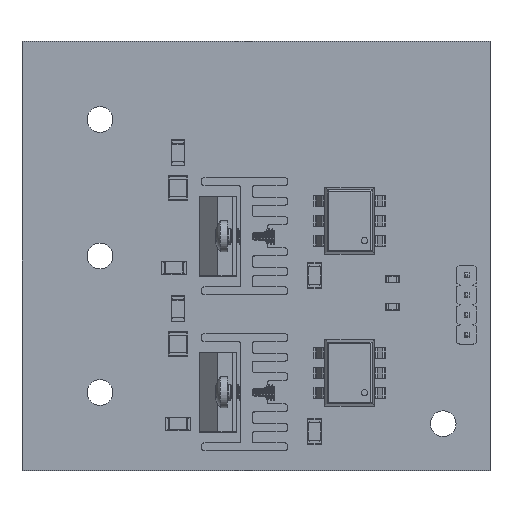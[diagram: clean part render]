
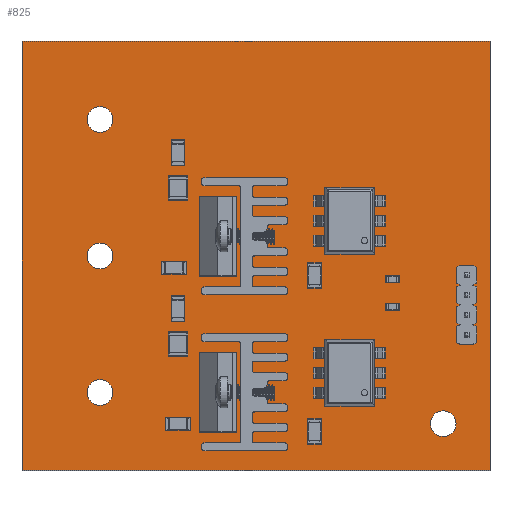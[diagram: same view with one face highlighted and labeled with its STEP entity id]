
A CAD part, top view. The second image highlights one B-rep face of the part: STEP entity #825.
In plain terms, the highlighted planar face has unit normal (0, 0, 1).
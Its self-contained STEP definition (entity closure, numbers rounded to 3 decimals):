
#120 = VERTEX_POINT('',#121);
#121 = CARTESIAN_POINT('',(0.,0.,1.595));
#127 = EDGE_CURVE('',#120,#128,#130,.T.);
#128 = VERTEX_POINT('',#129);
#129 = CARTESIAN_POINT('',(0.,55.,1.595));
#130 = LINE('',#131,#132);
#131 = CARTESIAN_POINT('',(0.,0.,1.595));
#132 = VECTOR('',#133,1.);
#133 = DIRECTION('',(0.,1.,0.));
#158 = EDGE_CURVE('',#128,#159,#161,.T.);
#159 = VERTEX_POINT('',#160);
#160 = CARTESIAN_POINT('',(60.,55.,1.595));
#161 = LINE('',#162,#163);
#162 = CARTESIAN_POINT('',(0.,55.,1.595));
#163 = VECTOR('',#164,1.);
#164 = DIRECTION('',(1.,0.,0.));
#189 = EDGE_CURVE('',#159,#190,#192,.T.);
#190 = VERTEX_POINT('',#191);
#191 = CARTESIAN_POINT('',(60.,0.,1.595));
#192 = LINE('',#193,#194);
#193 = CARTESIAN_POINT('',(60.,55.,1.595));
#194 = VECTOR('',#195,1.);
#195 = DIRECTION('',(0.,-1.,0.));
#220 = EDGE_CURVE('',#190,#120,#221,.T.);
#221 = LINE('',#222,#223);
#222 = CARTESIAN_POINT('',(60.,0.,1.595));
#223 = VECTOR('',#224,1.);
#224 = DIRECTION('',(-1.,0.,0.));
#244 = VERTEX_POINT('',#245);
#245 = CARTESIAN_POINT('',(11.65,10.,1.595));
#251 = EDGE_CURVE('',#244,#244,#252,.T.);
#252 = CIRCLE('',#253,1.65);
#253 = AXIS2_PLACEMENT_3D('',#254,#255,#256);
#254 = CARTESIAN_POINT('',(10.,10.,1.595));
#255 = DIRECTION('',(0.,0.,1.));
#256 = DIRECTION('',(1.,0.,0.));
#277 = VERTEX_POINT('',#278);
#278 = CARTESIAN_POINT('',(11.65,27.5,1.595));
#284 = EDGE_CURVE('',#277,#277,#285,.T.);
#285 = CIRCLE('',#286,1.65);
#286 = AXIS2_PLACEMENT_3D('',#287,#288,#289);
#287 = CARTESIAN_POINT('',(10.,27.5,1.595));
#288 = DIRECTION('',(0.,0.,1.));
#289 = DIRECTION('',(1.,0.,0.));
#310 = VERTEX_POINT('',#311);
#311 = CARTESIAN_POINT('',(25.425,7.46,1.595));
#317 = EDGE_CURVE('',#310,#310,#318,.T.);
#318 = CIRCLE('',#319,0.64);
#319 = AXIS2_PLACEMENT_3D('',#320,#321,#322);
#320 = CARTESIAN_POINT('',(24.785,7.46,1.595));
#321 = DIRECTION('',(0.,0.,1.));
#322 = DIRECTION('',(1.,0.,0.));
#343 = VERTEX_POINT('',#344);
#344 = CARTESIAN_POINT('',(25.425,10.,1.595));
#350 = EDGE_CURVE('',#343,#343,#351,.T.);
#351 = CIRCLE('',#352,0.64);
#352 = AXIS2_PLACEMENT_3D('',#353,#354,#355);
#353 = CARTESIAN_POINT('',(24.785,10.,1.595));
#354 = DIRECTION('',(0.,0.,1.));
#355 = DIRECTION('',(1.,0.,0.));
#376 = VERTEX_POINT('',#377);
#377 = CARTESIAN_POINT('',(25.425,32.54,1.595));
#383 = EDGE_CURVE('',#376,#376,#384,.T.);
#384 = CIRCLE('',#385,0.64);
#385 = AXIS2_PLACEMENT_3D('',#386,#387,#388);
#386 = CARTESIAN_POINT('',(24.785,32.54,1.595));
#387 = DIRECTION('',(0.,0.,1.));
#388 = DIRECTION('',(1.,0.,0.));
#409 = VERTEX_POINT('',#410);
#410 = CARTESIAN_POINT('',(11.65,45.,1.595));
#416 = EDGE_CURVE('',#409,#409,#417,.T.);
#417 = CIRCLE('',#418,1.65);
#418 = AXIS2_PLACEMENT_3D('',#419,#420,#421);
#419 = CARTESIAN_POINT('',(10.,45.,1.595));
#420 = DIRECTION('',(0.,0.,1.));
#421 = DIRECTION('',(1.,0.,0.));
#442 = VERTEX_POINT('',#443);
#443 = CARTESIAN_POINT('',(25.425,27.46,1.595));
#449 = EDGE_CURVE('',#442,#442,#450,.T.);
#450 = CIRCLE('',#451,0.64);
#451 = AXIS2_PLACEMENT_3D('',#452,#453,#454);
#452 = CARTESIAN_POINT('',(24.785,27.46,1.595));
#453 = DIRECTION('',(0.,0.,1.));
#454 = DIRECTION('',(1.,0.,0.));
#475 = VERTEX_POINT('',#476);
#476 = CARTESIAN_POINT('',(25.425,30.,1.595));
#482 = EDGE_CURVE('',#475,#475,#483,.T.);
#483 = CIRCLE('',#484,0.64);
#484 = AXIS2_PLACEMENT_3D('',#485,#486,#487);
#485 = CARTESIAN_POINT('',(24.785,30.,1.595));
#486 = DIRECTION('',(0.,0.,1.));
#487 = DIRECTION('',(1.,0.,0.));
#508 = VERTEX_POINT('',#509);
#509 = CARTESIAN_POINT('',(31.3,10.,1.595));
#515 = EDGE_CURVE('',#508,#508,#516,.T.);
#516 = CIRCLE('',#517,0.8);
#517 = AXIS2_PLACEMENT_3D('',#518,#519,#520);
#518 = CARTESIAN_POINT('',(30.5,10.,1.595));
#519 = DIRECTION('',(0.,0.,1.));
#520 = DIRECTION('',(1.,0.,0.));
#541 = VERTEX_POINT('',#542);
#542 = CARTESIAN_POINT('',(25.425,12.54,1.595));
#548 = EDGE_CURVE('',#541,#541,#549,.T.);
#549 = CIRCLE('',#550,0.64);
#550 = AXIS2_PLACEMENT_3D('',#551,#552,#553);
#551 = CARTESIAN_POINT('',(24.785,12.54,1.595));
#552 = DIRECTION('',(0.,0.,1.));
#553 = DIRECTION('',(1.,0.,0.));
#574 = VERTEX_POINT('',#575);
#575 = CARTESIAN_POINT('',(55.65,6.,1.595));
#581 = EDGE_CURVE('',#574,#574,#582,.T.);
#582 = CIRCLE('',#583,1.65);
#583 = AXIS2_PLACEMENT_3D('',#584,#585,#586);
#584 = CARTESIAN_POINT('',(54.,6.,1.595));
#585 = DIRECTION('',(0.,0.,1.));
#586 = DIRECTION('',(1.,0.,0.));
#607 = VERTEX_POINT('',#608);
#608 = CARTESIAN_POINT('',(57.55,17.42,1.595));
#614 = EDGE_CURVE('',#607,#607,#615,.T.);
#615 = CIRCLE('',#616,0.55);
#616 = AXIS2_PLACEMENT_3D('',#617,#618,#619);
#617 = CARTESIAN_POINT('',(57.,17.42,1.595));
#618 = DIRECTION('',(0.,0.,1.));
#619 = DIRECTION('',(1.,0.,0.));
#640 = VERTEX_POINT('',#641);
#641 = CARTESIAN_POINT('',(57.55,25.04,1.595));
#647 = EDGE_CURVE('',#640,#640,#648,.T.);
#648 = CIRCLE('',#649,0.55);
#649 = AXIS2_PLACEMENT_3D('',#650,#651,#652);
#650 = CARTESIAN_POINT('',(57.,25.04,1.595));
#651 = DIRECTION('',(0.,0.,1.));
#652 = DIRECTION('',(1.,0.,0.));
#673 = VERTEX_POINT('',#674);
#674 = CARTESIAN_POINT('',(31.3,30.,1.595));
#680 = EDGE_CURVE('',#673,#673,#681,.T.);
#681 = CIRCLE('',#682,0.8);
#682 = AXIS2_PLACEMENT_3D('',#683,#684,#685);
#683 = CARTESIAN_POINT('',(30.5,30.,1.595));
#684 = DIRECTION('',(0.,0.,1.));
#685 = DIRECTION('',(1.,0.,0.));
#706 = VERTEX_POINT('',#707);
#707 = CARTESIAN_POINT('',(57.55,19.96,1.595));
#713 = EDGE_CURVE('',#706,#706,#714,.T.);
#714 = CIRCLE('',#715,0.55);
#715 = AXIS2_PLACEMENT_3D('',#716,#717,#718);
#716 = CARTESIAN_POINT('',(57.,19.96,1.595));
#717 = DIRECTION('',(0.,0.,1.));
#718 = DIRECTION('',(1.,0.,0.));
#739 = VERTEX_POINT('',#740);
#740 = CARTESIAN_POINT('',(57.55,22.5,1.595));
#746 = EDGE_CURVE('',#739,#739,#747,.T.);
#747 = CIRCLE('',#748,0.55);
#748 = AXIS2_PLACEMENT_3D('',#749,#750,#751);
#749 = CARTESIAN_POINT('',(57.,22.5,1.595));
#750 = DIRECTION('',(0.,0.,1.));
#751 = DIRECTION('',(1.,0.,0.));
#825 = ADVANCED_FACE('',(#826,#832,#835,#838,#841,#844,#847,#850,#853,
    #856,#859,#862,#865,#868,#871,#874,#877),#880,.T.);
#826 = FACE_BOUND('',#827,.F.);
#827 = EDGE_LOOP('',(#828,#829,#830,#831));
#828 = ORIENTED_EDGE('',*,*,#127,.T.);
#829 = ORIENTED_EDGE('',*,*,#158,.T.);
#830 = ORIENTED_EDGE('',*,*,#189,.T.);
#831 = ORIENTED_EDGE('',*,*,#220,.T.);
#832 = FACE_BOUND('',#833,.T.);
#833 = EDGE_LOOP('',(#834));
#834 = ORIENTED_EDGE('',*,*,#251,.F.);
#835 = FACE_BOUND('',#836,.T.);
#836 = EDGE_LOOP('',(#837));
#837 = ORIENTED_EDGE('',*,*,#284,.F.);
#838 = FACE_BOUND('',#839,.T.);
#839 = EDGE_LOOP('',(#840));
#840 = ORIENTED_EDGE('',*,*,#317,.F.);
#841 = FACE_BOUND('',#842,.T.);
#842 = EDGE_LOOP('',(#843));
#843 = ORIENTED_EDGE('',*,*,#350,.F.);
#844 = FACE_BOUND('',#845,.T.);
#845 = EDGE_LOOP('',(#846));
#846 = ORIENTED_EDGE('',*,*,#383,.F.);
#847 = FACE_BOUND('',#848,.T.);
#848 = EDGE_LOOP('',(#849));
#849 = ORIENTED_EDGE('',*,*,#416,.F.);
#850 = FACE_BOUND('',#851,.T.);
#851 = EDGE_LOOP('',(#852));
#852 = ORIENTED_EDGE('',*,*,#449,.F.);
#853 = FACE_BOUND('',#854,.T.);
#854 = EDGE_LOOP('',(#855));
#855 = ORIENTED_EDGE('',*,*,#482,.F.);
#856 = FACE_BOUND('',#857,.T.);
#857 = EDGE_LOOP('',(#858));
#858 = ORIENTED_EDGE('',*,*,#515,.F.);
#859 = FACE_BOUND('',#860,.T.);
#860 = EDGE_LOOP('',(#861));
#861 = ORIENTED_EDGE('',*,*,#548,.F.);
#862 = FACE_BOUND('',#863,.T.);
#863 = EDGE_LOOP('',(#864));
#864 = ORIENTED_EDGE('',*,*,#581,.F.);
#865 = FACE_BOUND('',#866,.T.);
#866 = EDGE_LOOP('',(#867));
#867 = ORIENTED_EDGE('',*,*,#614,.F.);
#868 = FACE_BOUND('',#869,.T.);
#869 = EDGE_LOOP('',(#870));
#870 = ORIENTED_EDGE('',*,*,#647,.F.);
#871 = FACE_BOUND('',#872,.T.);
#872 = EDGE_LOOP('',(#873));
#873 = ORIENTED_EDGE('',*,*,#680,.F.);
#874 = FACE_BOUND('',#875,.T.);
#875 = EDGE_LOOP('',(#876));
#876 = ORIENTED_EDGE('',*,*,#713,.F.);
#877 = FACE_BOUND('',#878,.T.);
#878 = EDGE_LOOP('',(#879));
#879 = ORIENTED_EDGE('',*,*,#746,.F.);
#880 = PLANE('',#881);
#881 = AXIS2_PLACEMENT_3D('',#882,#883,#884);
#882 = CARTESIAN_POINT('',(0.,0.,1.595));
#883 = DIRECTION('',(0.,0.,1.));
#884 = DIRECTION('',(1.,0.,0.));
